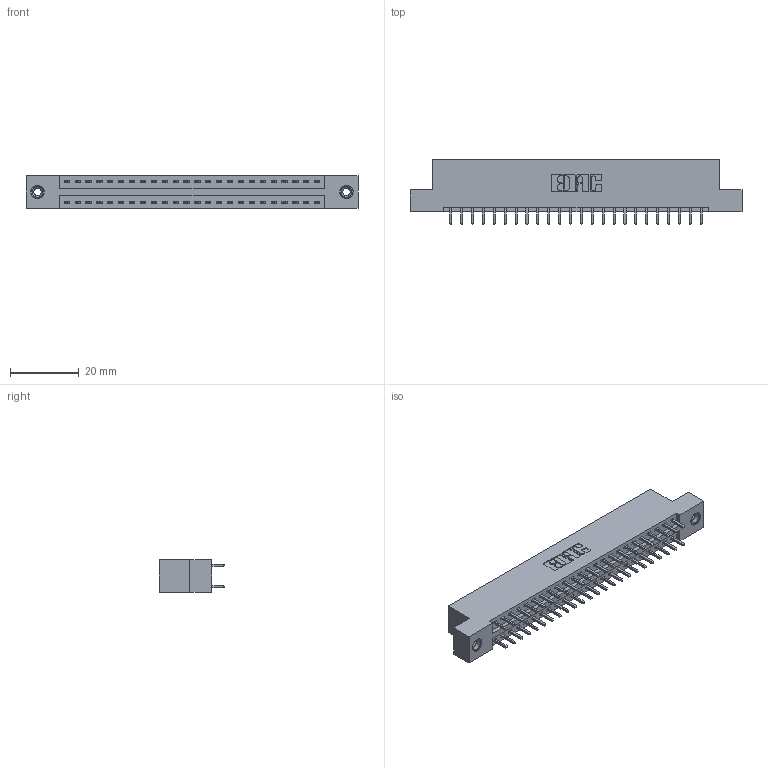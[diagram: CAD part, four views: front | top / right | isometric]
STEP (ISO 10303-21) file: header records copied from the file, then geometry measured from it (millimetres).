
FILE_DESCRIPTION (( 'STEP AP203' ), '1' );
FILE_NAME ('396-048-521-208.STEP', '2019-10-30T12:22:13', ( '' ), ( '' ), 'SwSTEP 2.0', 'SolidWorks 2016', '' );
FILE_SCHEMA (( 'CONFIG_CONTROL_DESIGN' ));
Length unit declared in the file: inch
Products named in the file (4): 346 Part_Flush Mounting Lugs - 0.156 Dia-TI; 396-048-521-208; 345-292-001_345-293-121; 345-250-001_345-250-003-102
Assembly tree (51 placements, depth 2):
  396-048-521-208
    346 Part_Flush Mounting Lugs - 0.156 Dia-TI
    345-292-001_345-293-121  x48
    345-250-001_345-250-003-102  x2
Bounding box: 96.77 x 19.05 x 9.4 mm (x, y, z)
Volume: 9270.8 mm3; surface area: 12348.5 mm2
Topology: 51 solids, 51 shells, 2678 faces, 7905 edges, 5198 vertices
Faces by surface type: plane 1788, cylinder 874, cone 12, torus 4
Entity records: 19290 total; most frequent: CARTESIAN_POINT 3187, ORIENTED_EDGE 3114, DIRECTION 2887, EDGE_CURVE 1557, LINE 1309, VECTOR 1309, VERTEX_POINT 1032, AXIS2_PLACEMENT_3D 789
